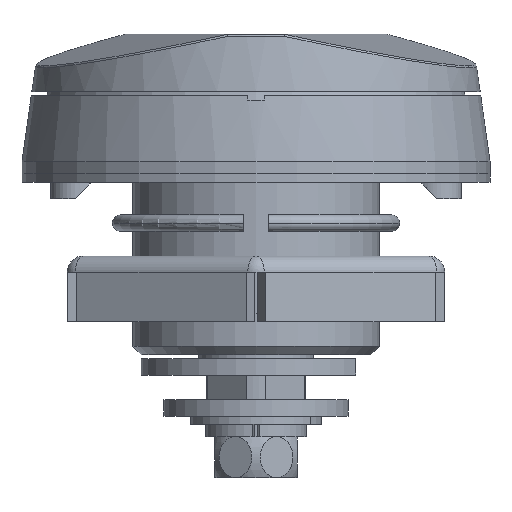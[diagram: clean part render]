
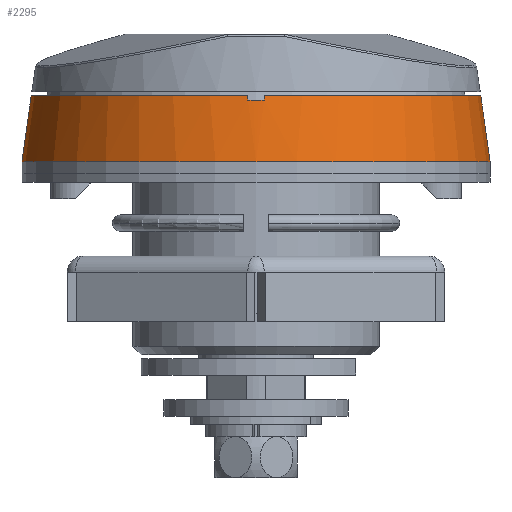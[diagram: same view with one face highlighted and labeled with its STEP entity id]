
A CAD part, front view. The second image highlights one B-rep face of the part: STEP entity #2295.
In plain terms, the highlighted conical face has half-angle 8 degrees and reference radius 28.5 mm.
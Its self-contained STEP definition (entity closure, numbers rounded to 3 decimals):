
#106 = LINE ( 'NONE', #12597, #12547 ) ;
#239 = CARTESIAN_POINT ( 'NONE',  ( 1., -27.391, -0.737 ) ) ;
#360 = DIRECTION ( 'NONE',  ( 1., 0., 0. ) ) ;
#409 = CARTESIAN_POINT ( 'NONE',  ( 1., -27.357, -0.5 ) ) ;
#502 = CARTESIAN_POINT ( 'NONE',  ( 0., 0., -0.5 ) ) ;
#931 = EDGE_CURVE ( 'NONE', #11350, #2580, #9052, .T. ) ;
#948 = LINE ( 'NONE', #13446, #6938 ) ;
#1344 = DIRECTION ( 'NONE',  ( 0., 0., -1. ) ) ;
#1353 = ORIENTED_EDGE ( 'NONE', *, *, #5024, .F. ) ;
#1473 = ORIENTED_EDGE ( 'NONE', *, *, #3363, .F. ) ;
#1655 = CARTESIAN_POINT ( 'NONE',  ( 1., -27.38, -0.658 ) ) ;
#1779 = DIRECTION ( 'NONE',  ( 0., 0., 1. ) ) ;
#2225 = VERTEX_POINT ( 'NONE', #11672 ) ;
#2295 = ADVANCED_FACE ( 'NONE', ( #11888 ), #7899, .T. ) ;
#2457 = CIRCLE ( 'NONE', #8139, 27.446 ) ;
#2461 = EDGE_CURVE ( 'NONE', #3104, #13863, #3645, .T. ) ;
#2570 = CARTESIAN_POINT ( 'NONE',  ( -1., -27.357, -0.5 ) ) ;
#2580 = VERTEX_POINT ( 'NONE', #12746 ) ;
#2624 = VERTEX_POINT ( 'NONE', #6689 ) ;
#2791 = CARTESIAN_POINT ( 'NONE',  ( 0., 0., -8.5 ) ) ;
#3097 = CARTESIAN_POINT ( 'NONE',  ( 1., -27.369, -0.579 ) ) ;
#3104 = VERTEX_POINT ( 'NONE', #13256 ) ;
#3225 = CARTESIAN_POINT ( 'NONE',  ( 0., 0., -8.5 ) ) ;
#3363 = EDGE_CURVE ( 'NONE', #11350, #2225, #8006, .T. ) ;
#3378 = AXIS2_PLACEMENT_3D ( 'NONE', #7800, #6352, #4925 ) ;
#3573 = DIRECTION ( 'NONE',  ( 1., 0., 0. ) ) ;
#3645 = CIRCLE ( 'NONE', #11615, 27.376 ) ;
#3700 = B_SPLINE_CURVE_WITH_KNOTS ( 'NONE', 3,
 ( #7566, #11501, #10073, #8647, #7225, #5776, #4360 ),
 .UNSPECIFIED., .F., .F.,
 ( 4, 3, 4 ),
 ( 0.003, 0.003, 0.003 ),
 .UNSPECIFIED. ) ;
#4220 = ORIENTED_EDGE ( 'NONE', *, *, #10537, .T. ) ;
#4360 = CARTESIAN_POINT ( 'NONE',  ( -1., -27.357, -0.5 ) ) ;
#4618 = CARTESIAN_POINT ( 'NONE',  ( -1., -27.428, -1. ) ) ;
#4755 = CIRCLE ( 'NONE', #5853, 28.5 ) ;
#4925 = DIRECTION ( 'NONE',  ( 1., 0., 0. ) ) ;
#4977 = DIRECTION ( 'NONE',  ( 0., 0., 1. ) ) ;
#5024 = EDGE_CURVE ( 'NONE', #2225, #2624, #948, .T. ) ;
#5685 = VERTEX_POINT ( 'NONE', #4618 ) ;
#5745 = EDGE_CURVE ( 'NONE', #3104, #8292, #106, .T. ) ;
#5776 = CARTESIAN_POINT ( 'NONE',  ( -1., -27.369, -0.579 ) ) ;
#5853 = AXIS2_PLACEMENT_3D ( 'NONE', #3225, #1779, #360 ) ;
#5918 = CARTESIAN_POINT ( 'NONE',  ( 1., -27.357, -0.5 ) ) ;
#6352 = DIRECTION ( 'NONE',  ( 0., 0., 1. ) ) ;
#6399 = ORIENTED_EDGE ( 'NONE', *, *, #5745, .T. ) ;
#6689 = CARTESIAN_POINT ( 'NONE',  ( 28.5, 0., -8.5 ) ) ;
#6938 = VECTOR ( 'NONE', #12029, 1000. ) ;
#7225 = CARTESIAN_POINT ( 'NONE',  ( -1., -27.38, -0.658 ) ) ;
#7329 = EDGE_CURVE ( 'NONE', #5685, #2580, #2457, .T. ) ;
#7566 = CARTESIAN_POINT ( 'NONE',  ( -1., -27.428, -1. ) ) ;
#7800 = CARTESIAN_POINT ( 'NONE',  ( 0., 0., -0.5 ) ) ;
#7853 = CARTESIAN_POINT ( 'NONE',  ( 0., 0., -1. ) ) ;
#7899 = CONICAL_SURFACE ( 'NONE', #7928, 28.5, 0.14 ) ;
#7928 = AXIS2_PLACEMENT_3D ( 'NONE', #2791, #1344, #13847 ) ;
#8006 = CIRCLE ( 'NONE', #3378, 27.376 ) ;
#8139 = AXIS2_PLACEMENT_3D ( 'NONE', #7853, #4977, #3573 ) ;
#8292 = VERTEX_POINT ( 'NONE', #11277 ) ;
#8647 = CARTESIAN_POINT ( 'NONE',  ( -1., -27.391, -0.737 ) ) ;
#9004 = EDGE_CURVE ( 'NONE', #5685, #13863, #3700, .T. ) ;
#9052 = B_SPLINE_CURVE_WITH_KNOTS ( 'NONE', 3,
 ( #5918, #3097, #1655, #239, #12738, #11311, #9877 ),
 .UNSPECIFIED., .F., .F.,
 ( 4, 3, 4 ),
 ( 0.003, 0.003, 0.003 ),
 .UNSPECIFIED. ) ;
#9877 = CARTESIAN_POINT ( 'NONE',  ( 1., -27.428, -1. ) ) ;
#9990 = ORIENTED_EDGE ( 'NONE', *, *, #931, .T. ) ;
#10052 = ORIENTED_EDGE ( 'NONE', *, *, #7329, .F. ) ;
#10073 = CARTESIAN_POINT ( 'NONE',  ( -1., -27.403, -0.825 ) ) ;
#10177 = EDGE_LOOP ( 'NONE', ( #1353, #1473, #9990, #10052, #10423, #12275, #6399, #4220 ) ) ;
#10423 = ORIENTED_EDGE ( 'NONE', *, *, #9004, .T. ) ;
#10537 = EDGE_CURVE ( 'NONE', #8292, #2624, #4755, .T. ) ;
#11170 = DIRECTION ( 'NONE',  ( -0.139, 0., -0.99 ) ) ;
#11277 = CARTESIAN_POINT ( 'NONE',  ( -28.5, 0., -8.5 ) ) ;
#11311 = CARTESIAN_POINT ( 'NONE',  ( 1., -27.415, -0.912 ) ) ;
#11350 = VERTEX_POINT ( 'NONE', #409 ) ;
#11501 = CARTESIAN_POINT ( 'NONE',  ( -1., -27.415, -0.912 ) ) ;
#11575 = DIRECTION ( 'NONE',  ( 1., 0., 0. ) ) ;
#11615 = AXIS2_PLACEMENT_3D ( 'NONE', #502, #13005, #11575 ) ;
#11672 = CARTESIAN_POINT ( 'NONE',  ( 27.376, 0., -0.5 ) ) ;
#11888 = FACE_OUTER_BOUND ( 'NONE', #10177, .T. ) ;
#12029 = DIRECTION ( 'NONE',  ( 0.139, 0., -0.99 ) ) ;
#12275 = ORIENTED_EDGE ( 'NONE', *, *, #2461, .F. ) ;
#12547 = VECTOR ( 'NONE', #11170, 1000. ) ;
#12597 = CARTESIAN_POINT ( 'NONE',  ( -28.5, 0., -8.5 ) ) ;
#12738 = CARTESIAN_POINT ( 'NONE',  ( 1., -27.403, -0.825 ) ) ;
#12746 = CARTESIAN_POINT ( 'NONE',  ( 1., -27.428, -1. ) ) ;
#13005 = DIRECTION ( 'NONE',  ( 0., 0., 1. ) ) ;
#13256 = CARTESIAN_POINT ( 'NONE',  ( -27.376, 0., -0.5 ) ) ;
#13446 = CARTESIAN_POINT ( 'NONE',  ( 28.5, 0., -8.5 ) ) ;
#13847 = DIRECTION ( 'NONE',  ( -1., 0., 0. ) ) ;
#13863 = VERTEX_POINT ( 'NONE', #2570 ) ;
